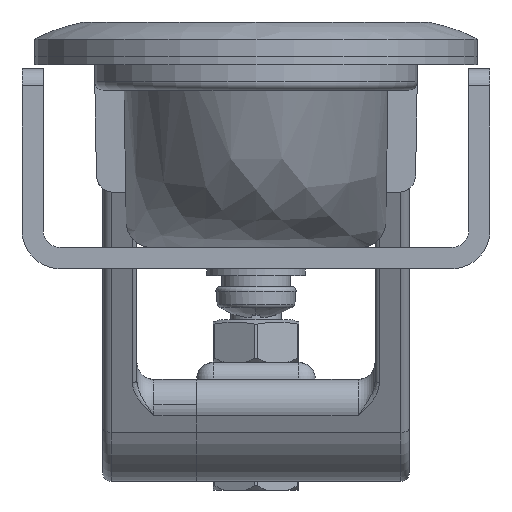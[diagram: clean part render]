
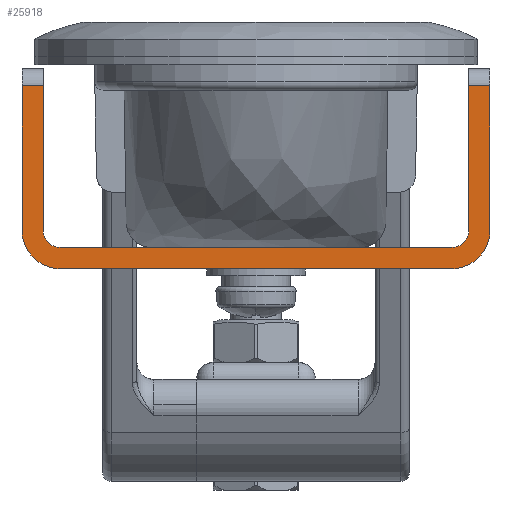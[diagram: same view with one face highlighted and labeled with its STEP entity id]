
A CAD part, front view. The second image highlights one B-rep face of the part: STEP entity #25918.
In plain terms, the highlighted face is planar.
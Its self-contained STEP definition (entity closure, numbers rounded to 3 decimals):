
#63 = VERTEX_POINT ( 'NONE', #8114 ) ;
#315 = DIRECTION ( 'NONE',  ( 1., 0., 0. ) ) ;
#585 = CARTESIAN_POINT ( 'NONE',  ( -27.5, 21.5, 72. ) ) ;
#874 = CARTESIAN_POINT ( 'NONE',  ( 27.5, 21.5, 72. ) ) ;
#1725 = VERTEX_POINT ( 'NONE', #13593 ) ;
#2192 = CIRCLE ( 'NONE', #24033, 4.5 ) ;
#2339 = AXIS2_PLACEMENT_3D ( 'NONE', #2639, #35839, #32074 ) ;
#2639 = CARTESIAN_POINT ( 'NONE',  ( 23., 4.5, 72. ) ) ;
#2689 = CARTESIAN_POINT ( 'NONE',  ( -25., 4.5, 72. ) ) ;
#2735 = DIRECTION ( 'NONE',  ( 1., 0., 0. ) ) ;
#3397 = LINE ( 'NONE', #36580, #22032 ) ;
#4081 = DIRECTION ( 'NONE',  ( 0., 0., 1. ) ) ;
#4342 = LINE ( 'NONE', #585, #10821 ) ;
#5056 = ORIENTED_EDGE ( 'NONE', *, *, #17812, .F. ) ;
#5955 = DIRECTION ( 'NONE',  ( 1., 0., 0. ) ) ;
#6166 = DIRECTION ( 'NONE',  ( 0., -1., 0. ) ) ;
#6182 = CARTESIAN_POINT ( 'NONE',  ( -27.5, 4.5, 72. ) ) ;
#6309 = ORIENTED_EDGE ( 'NONE', *, *, #10485, .T. ) ;
#6521 = DIRECTION ( 'NONE',  ( 0., 0., 1. ) ) ;
#7638 = VECTOR ( 'NONE', #6166, 1000. ) ;
#7869 = CARTESIAN_POINT ( 'NONE',  ( -23., 4.5, 72. ) ) ;
#8038 = VERTEX_POINT ( 'NONE', #12266 ) ;
#8114 = CARTESIAN_POINT ( 'NONE',  ( 25., 21.5, 72. ) ) ;
#8518 = DIRECTION ( 'NONE',  ( 0., 1., 0. ) ) ;
#9729 = CARTESIAN_POINT ( 'NONE',  ( -25., 21.5, 72. ) ) ;
#9751 = DIRECTION ( 'NONE',  ( 0., 0., 1. ) ) ;
#9952 = CARTESIAN_POINT ( 'NONE',  ( -25., 23.5, 72. ) ) ;
#10301 = CARTESIAN_POINT ( 'NONE',  ( -23., 4.5, 72. ) ) ;
#10485 = EDGE_CURVE ( 'NONE', #13650, #1725, #4342, .T. ) ;
#10821 = VECTOR ( 'NONE', #33778, 1000. ) ;
#12019 = ORIENTED_EDGE ( 'NONE', *, *, #12382, .F. ) ;
#12171 = EDGE_CURVE ( 'NONE', #8038, #25776, #31710, .T. ) ;
#12266 = CARTESIAN_POINT ( 'NONE',  ( 27.5, 4.5, 72. ) ) ;
#12268 = EDGE_LOOP ( 'NONE', ( #18578, #6309, #17677, #28740, #17514, #24662, #33781, #16806, #28446, #12019, #5056, #34534 ) ) ;
#12314 = CARTESIAN_POINT ( 'NONE',  ( 25., 0., 72. ) ) ;
#12322 = DIRECTION ( 'NONE',  ( 1., 0., 0. ) ) ;
#12382 = EDGE_CURVE ( 'NONE', #31586, #35353, #27913, .T. ) ;
#12437 = VERTEX_POINT ( 'NONE', #24742 ) ;
#13122 = VECTOR ( 'NONE', #24102, 1000. ) ;
#13550 = CARTESIAN_POINT ( 'NONE',  ( 0., 0., 72. ) ) ;
#13593 = CARTESIAN_POINT ( 'NONE',  ( -27.5, 21.5, 72. ) ) ;
#13650 = VERTEX_POINT ( 'NONE', #9729 ) ;
#14942 = CARTESIAN_POINT ( 'NONE',  ( 23., 0., 72. ) ) ;
#16076 = LINE ( 'NONE', #12314, #33432 ) ;
#16084 = CARTESIAN_POINT ( 'NONE',  ( -27.5, 2.5, 72. ) ) ;
#16806 = ORIENTED_EDGE ( 'NONE', *, *, #35807, .T. ) ;
#17328 = PLANE ( 'NONE',  #31512 ) ;
#17514 = ORIENTED_EDGE ( 'NONE', *, *, #32059, .T. ) ;
#17677 = ORIENTED_EDGE ( 'NONE', *, *, #28786, .T. ) ;
#17812 = EDGE_CURVE ( 'NONE', #12437, #31586, #19871, .T. ) ;
#18333 = DIRECTION ( 'NONE',  ( -1., 0., 0. ) ) ;
#18578 = ORIENTED_EDGE ( 'NONE', *, *, #19281, .F. ) ;
#19281 = EDGE_CURVE ( 'NONE', #13650, #36445, #36460, .T. ) ;
#19464 = VERTEX_POINT ( 'NONE', #34027 ) ;
#19871 = LINE ( 'NONE', #16084, #31445 ) ;
#19964 = CIRCLE ( 'NONE', #2339, 4.5 ) ;
#22032 = VECTOR ( 'NONE', #32819, 1000. ) ;
#22084 = VECTOR ( 'NONE', #28633, 1000. ) ;
#22125 = CARTESIAN_POINT ( 'NONE',  ( 25., 21.5, 72. ) ) ;
#22154 = CARTESIAN_POINT ( 'NONE',  ( 25., 4.5, 72. ) ) ;
#22677 = EDGE_CURVE ( 'NONE', #34443, #19464, #2192, .T. ) ;
#24033 = AXIS2_PLACEMENT_3D ( 'NONE', #10301, #6521, #2735 ) ;
#24102 = DIRECTION ( 'NONE',  ( 0., 1., 0. ) ) ;
#24662 = ORIENTED_EDGE ( 'NONE', *, *, #34189, .T. ) ;
#24742 = CARTESIAN_POINT ( 'NONE',  ( -23., 2.5, 72. ) ) ;
#25433 = DIRECTION ( 'NONE',  ( 1., 0., 0. ) ) ;
#25776 = VERTEX_POINT ( 'NONE', #874 ) ;
#25918 = ADVANCED_FACE ( 'NONE', ( #28652 ), #17328, .T. ) ;
#27912 = CARTESIAN_POINT ( 'NONE',  ( 27.5, 0., 72. ) ) ;
#27913 = CIRCLE ( 'NONE', #36030, 2. ) ;
#28446 = ORIENTED_EDGE ( 'NONE', *, *, #36086, .F. ) ;
#28633 = DIRECTION ( 'NONE',  ( 1., 0., 0. ) ) ;
#28652 = FACE_OUTER_BOUND ( 'NONE', #12268, .T. ) ;
#28740 = ORIENTED_EDGE ( 'NONE', *, *, #22677, .T. ) ;
#28786 = EDGE_CURVE ( 'NONE', #1725, #34443, #3397, .T. ) ;
#29245 = DIRECTION ( 'NONE',  ( 0., 0., 1. ) ) ;
#29279 = VERTEX_POINT ( 'NONE', #14942 ) ;
#30304 = AXIS2_PLACEMENT_3D ( 'NONE', #7869, #4081, #315 ) ;
#31445 = VECTOR ( 'NONE', #12322, 1000. ) ;
#31512 = AXIS2_PLACEMENT_3D ( 'NONE', #13550, #9751, #5955 ) ;
#31586 = VERTEX_POINT ( 'NONE', #32115 ) ;
#31710 = LINE ( 'NONE', #27912, #13122 ) ;
#32059 = EDGE_CURVE ( 'NONE', #19464, #29279, #36200, .T. ) ;
#32074 = DIRECTION ( 'NONE',  ( 1., 0., 0. ) ) ;
#32115 = CARTESIAN_POINT ( 'NONE',  ( 23., 2.5, 72. ) ) ;
#32432 = CARTESIAN_POINT ( 'NONE',  ( -27.5, 0., 72. ) ) ;
#32819 = DIRECTION ( 'NONE',  ( 0., -1., 0. ) ) ;
#33045 = CARTESIAN_POINT ( 'NONE',  ( 23., 4.5, 72. ) ) ;
#33432 = VECTOR ( 'NONE', #8518, 1000. ) ;
#33515 = LINE ( 'NONE', #22125, #35095 ) ;
#33778 = DIRECTION ( 'NONE',  ( -1., 0., 0. ) ) ;
#33781 = ORIENTED_EDGE ( 'NONE', *, *, #12171, .T. ) ;
#34027 = CARTESIAN_POINT ( 'NONE',  ( -23., 0., 72. ) ) ;
#34189 = EDGE_CURVE ( 'NONE', #29279, #8038, #19964, .T. ) ;
#34443 = VERTEX_POINT ( 'NONE', #6182 ) ;
#34534 = ORIENTED_EDGE ( 'NONE', *, *, #35778, .F. ) ;
#34835 = CIRCLE ( 'NONE', #30304, 2. ) ;
#35095 = VECTOR ( 'NONE', #18333, 1000. ) ;
#35353 = VERTEX_POINT ( 'NONE', #22154 ) ;
#35778 = EDGE_CURVE ( 'NONE', #36445, #12437, #34835, .T. ) ;
#35807 = EDGE_CURVE ( 'NONE', #25776, #63, #33515, .T. ) ;
#35839 = DIRECTION ( 'NONE',  ( 0., 0., 1. ) ) ;
#36030 = AXIS2_PLACEMENT_3D ( 'NONE', #33045, #29245, #25433 ) ;
#36086 = EDGE_CURVE ( 'NONE', #35353, #63, #16076, .T. ) ;
#36200 = LINE ( 'NONE', #32432, #22084 ) ;
#36445 = VERTEX_POINT ( 'NONE', #2689 ) ;
#36460 = LINE ( 'NONE', #9952, #7638 ) ;
#36580 = CARTESIAN_POINT ( 'NONE',  ( -27.5, 23.5, 72. ) ) ;
